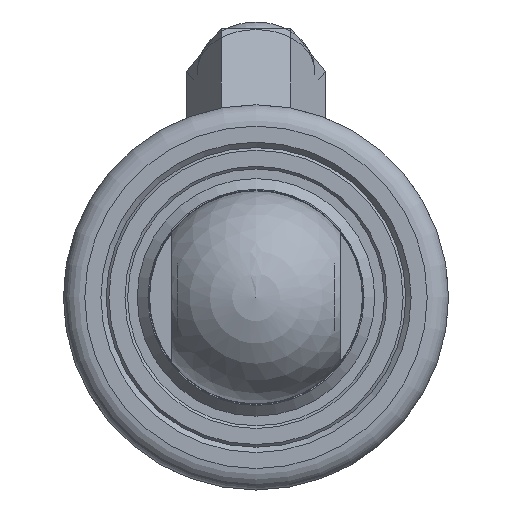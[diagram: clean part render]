
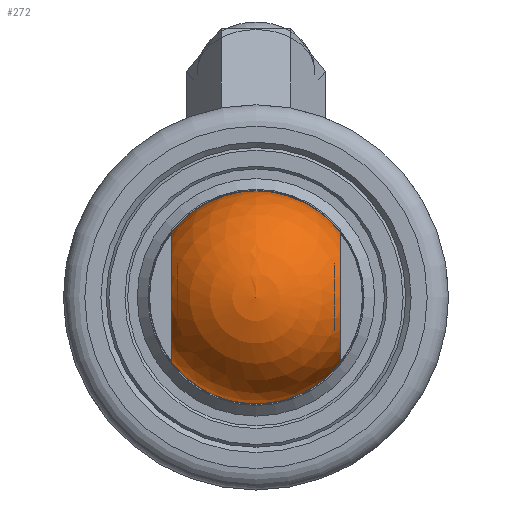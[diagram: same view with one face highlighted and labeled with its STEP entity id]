
A CAD part, left-side view. The second image highlights one B-rep face of the part: STEP entity #272.
In plain terms, the highlighted spherical face has radius 9.95 mm.
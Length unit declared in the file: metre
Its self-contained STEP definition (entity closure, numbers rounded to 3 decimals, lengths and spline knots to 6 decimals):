
#272 = ADVANCED_FACE( '', ( #502, #503 ), #504, .T. );
#502 = FACE_BOUND( '', #724, .T. );
#503 = FACE_OUTER_BOUND( '', #725, .T. );
#504 = SPHERICAL_SURFACE( '', #726, 0.00995 );
#724 = VERTEX_LOOP( '', #1064 );
#725 = EDGE_LOOP( '', ( #1065, #1066, #1067, #1068 ) );
#726 = AXIS2_PLACEMENT_3D( '', #1069, #1070, #1071 );
#1064 = VERTEX_POINT( '', #1346 );
#1065 = ORIENTED_EDGE( '', *, *, #1313, .F. );
#1066 = ORIENTED_EDGE( '', *, *, #1344, .T. );
#1067 = ORIENTED_EDGE( '', *, *, #1309, .F. );
#1068 = ORIENTED_EDGE( '', *, *, #1347, .T. );
#1069 = CARTESIAN_POINT( '', ( 0.01505, 0., 0. ) );
#1070 = DIRECTION( '', ( 1., 0., 0. ) );
#1071 = DIRECTION( '', ( 0., 0., -1. ) );
#1309 = EDGE_CURVE( '', #1512, #1513, #1514, .T. );
#1313 = EDGE_CURVE( '', #1519, #1521, #1522, .T. );
#1344 = EDGE_CURVE( '', #1519, #1513, #1567, .F. );
#1346 = CARTESIAN_POINT( '', ( 0.025, 0., 0. ) );
#1347 = EDGE_CURVE( '', #1512, #1521, #1569, .F. );
#1512 = VERTEX_POINT( '', #1802 );
#1513 = VERTEX_POINT( '', #1803 );
#1514 = CIRCLE( '', #1804, 0.00995 );
#1519 = VERTEX_POINT( '', #1810 );
#1521 = VERTEX_POINT( '', #1813 );
#1522 = CIRCLE( '', #1814, 0.00995 );
#1567 = CIRCLE( '', #1935, 0.006082 );
#1569 = CIRCLE( '', #1937, 0.006082 );
#1802 = CARTESIAN_POINT( '', ( 0.01505, -0.007875, 0.006082 ) );
#1803 = CARTESIAN_POINT( '', ( 0.01505, 0.007875, 0.006082 ) );
#1804 = AXIS2_PLACEMENT_3D( '', #2126, #2127, #2128 );
#1810 = CARTESIAN_POINT( '', ( 0.01505, 0.007875, -0.006082 ) );
#1813 = CARTESIAN_POINT( '', ( 0.01505, -0.007875, -0.006082 ) );
#1814 = AXIS2_PLACEMENT_3D( '', #2134, #2135, #2136 );
#1935 = AXIS2_PLACEMENT_3D( '', #2175, #2176, #2177 );
#1937 = AXIS2_PLACEMENT_3D( '', #2178, #2179, #2180 );
#2126 = CARTESIAN_POINT( '', ( 0.01505, 0., 0. ) );
#2127 = DIRECTION( '', ( -1., 0., 0. ) );
#2128 = DIRECTION( '', ( 0., 0., 1. ) );
#2134 = CARTESIAN_POINT( '', ( 0.01505, 0., 0. ) );
#2135 = DIRECTION( '', ( -1., 0., 0. ) );
#2136 = DIRECTION( '', ( 0., 0., 1. ) );
#2175 = CARTESIAN_POINT( '', ( 0.01505, 0.007875, 0. ) );
#2176 = DIRECTION( '', ( 0., 1., 0. ) );
#2177 = DIRECTION( '', ( 0., 0., 1. ) );
#2178 = CARTESIAN_POINT( '', ( 0.01505, -0.007875, 0. ) );
#2179 = DIRECTION( '', ( 0., -1., 0. ) );
#2180 = DIRECTION( '', ( 0., 0., -1. ) );
